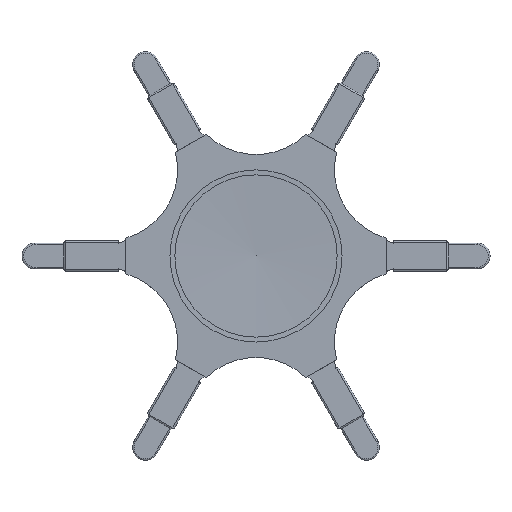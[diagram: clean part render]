
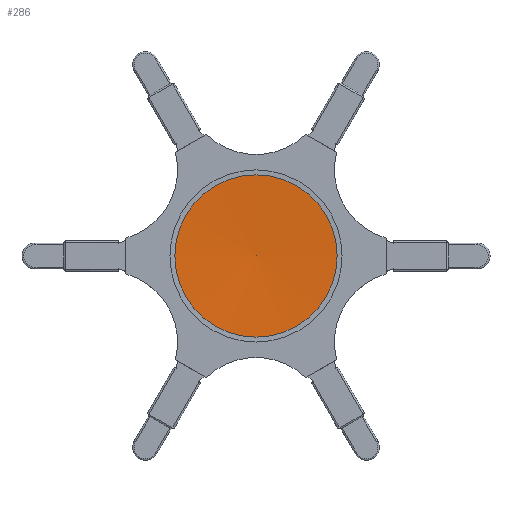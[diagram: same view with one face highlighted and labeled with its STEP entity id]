
A CAD part, top view. The second image highlights one B-rep face of the part: STEP entity #286.
In plain terms, the highlighted spherical face has radius 98.125 mm.
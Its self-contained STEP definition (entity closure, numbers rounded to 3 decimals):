
#286 = ADVANCED_FACE( '', ( #696, #697 ), #698, .F. );
#696 = FACE_BOUND( '', #1237, .T. );
#697 = FACE_OUTER_BOUND( '', #1238, .T. );
#698 = SPHERICAL_SURFACE( '', #1239, 98.125 );
#1237 = VERTEX_LOOP( '', #2006 );
#1238 = EDGE_LOOP( '', ( #2007 ) );
#1239 = AXIS2_PLACEMENT_3D( '', #2008, #2009, #2010 );
#2006 = VERTEX_POINT( '', #3456 );
#2007 = ORIENTED_EDGE( '', *, *, #3400, .T. );
#2008 = CARTESIAN_POINT( '', ( 0., 0., 98.625 ) );
#2009 = DIRECTION( '', ( 0., 0., -1. ) );
#2010 = DIRECTION( '', ( 0., 1., 0. ) );
#3400 = EDGE_CURVE( '', #4141, #4141, #4142, .T. );
#3456 = CARTESIAN_POINT( '', ( 0., 0., 0.5 ) );
#4141 = VERTEX_POINT( '', #5138 );
#4142 = CIRCLE( '', #5139, 6.796 );
#5138 = CARTESIAN_POINT( '', ( 6.796, 0., 0.736 ) );
#5139 = AXIS2_PLACEMENT_3D( '', #6232, #6233, #6234 );
#6232 = CARTESIAN_POINT( '', ( 0., 0., 0.736 ) );
#6233 = DIRECTION( '', ( 0., 0., 1. ) );
#6234 = DIRECTION( '', ( 1., 0., 0. ) );
